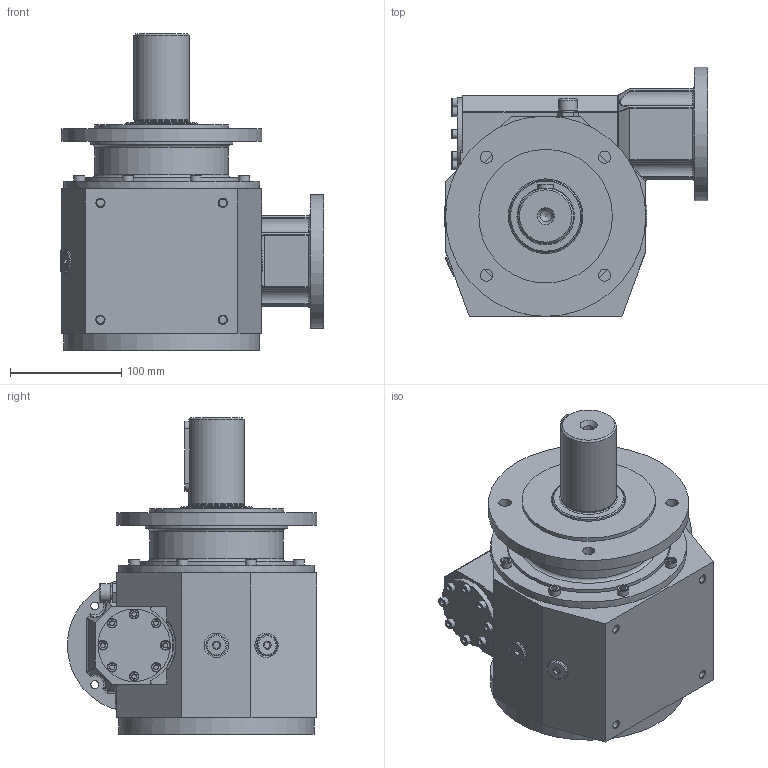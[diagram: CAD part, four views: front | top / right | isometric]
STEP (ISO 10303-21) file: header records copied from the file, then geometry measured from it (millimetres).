
FILE_DESCRIPTION( ( 'Unknown' ), '1' );
FILE_NAME( '4-11KG.stp', 'Unknown', ( 'Unknown' ), ( 'Unknown' ), 'PSStep 13.0', 'Unknown', ' ' );
FILE_SCHEMA( ( 'AUTOMOTIVE_DESIGN { 1 0 10303 214 1 1 1 1 }' ) );
Length unit declared in the file: millimetre
Products named in the file (1): Gehaeuse
Bounding box: 236.5 x 224 x 284.5 mm (x, y, z)
Volume: 5336264.5 mm3; surface area: 333663.2 mm2
Topology: 1 solids, 25 shells, 733 faces, 1637 edges, 1037 vertices
Faces by surface type: plane 382, cylinder 195, cone 63, torus 41, bspline 35, extrusion 17
Full cylindrical faces by diameter (mm): 5 x8, 5.5 x8, 6 x16, 6.5 x8, 6.8 x12, 7 x12, 8.5 x8, 10 x16, 10.2 x1, 11 x13, 17 x2, 19 x4, 22 x5, 49.6 x1, 50 x1, 64.4 x1, 65 x2, 67 x1, 68 x1, 70 x1, 72 x1, 80 x1, 90 x1, 100 x1, 104 x1, 120 x3, 128 x1, 147 x1, 176 x2, 180 x1
Entity records: 41183 total; most frequent: CARTESIAN_POINT 20845, DIRECTION 2805, ORIENTED_EDGE 2626, EDGE_CURVE 1313, EDGE_LOOP 1129, AXIS2_PLACEMENT_3D 1107, VERTEX_POINT 971, FACE_OUTER_BOUND 903
